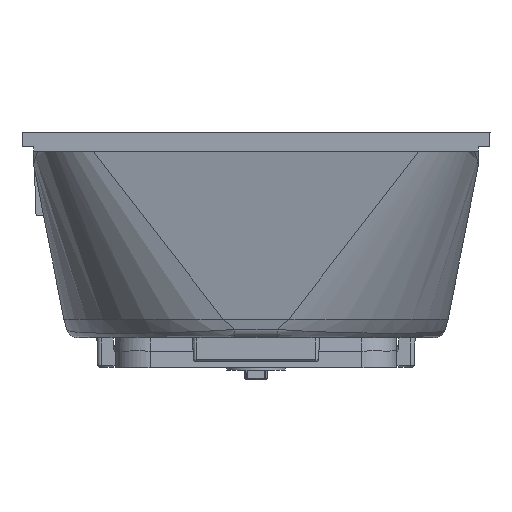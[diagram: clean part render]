
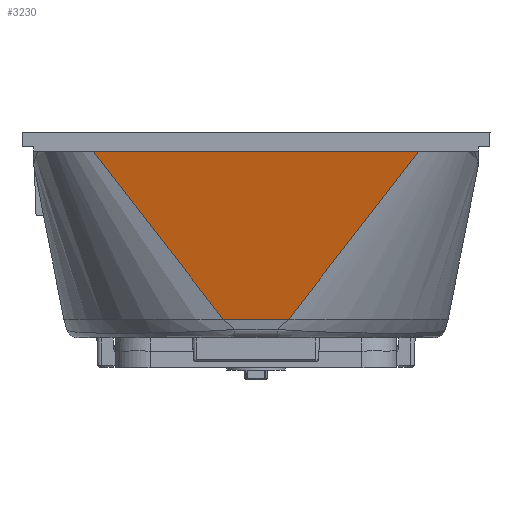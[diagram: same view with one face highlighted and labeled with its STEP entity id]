
A CAD part, left-side view. The second image highlights one B-rep face of the part: STEP entity #3230.
In plain terms, the highlighted planar face has unit normal (-0.981, 0, -0.193).
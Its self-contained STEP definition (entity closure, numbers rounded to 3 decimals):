
#3230=ADVANCED_FACE('',(#7057),#7058,.F.);
#7057=FACE_OUTER_BOUND('',#34450,.T.);
#7058=PLANE('',#34451);
#34450=EDGE_LOOP('',(#49276,#49277,#49278,#49279));
#34451=AXIS2_PLACEMENT_3D('',#49280,#49281,#49282);
#49276=ORIENTED_EDGE('',*,*,#55493,.T.);
#49277=ORIENTED_EDGE('',*,*,#55355,.T.);
#49278=ORIENTED_EDGE('',*,*,#58146,.T.);
#49279=ORIENTED_EDGE('',*,*,#55348,.F.);
#49280=CARTESIAN_POINT('',(-16.421,0.,3.604));
#49281=DIRECTION('',(0.981,0.0,0.193));
#49282=DIRECTION('',(0.193,0.0,-0.981));
#55348=EDGE_CURVE('',#60591,#60593,#60594,.T.);
#55355=EDGE_CURVE('',#60606,#60604,#60607,.T.);
#55493=EDGE_CURVE('',#60591,#60606,#60840,.T.);
#58146=EDGE_CURVE('',#60604,#60593,#64640,.T.);
#60591=VERTEX_POINT('',#68272);
#60593=VERTEX_POINT('',#68292);
#60594=LINE('',#68293,#68294);
#60604=VERTEX_POINT('',#68335);
#60606=VERTEX_POINT('',#68348);
#60607=LINE('',#68349,#68350);
#60840=B_SPLINE_CURVE_WITH_KNOTS('',1,(#69301,#69302),.UNSPECIFIED.,.F.,.F.,(2,2),(0.0,1.0),.UNSPECIFIED.);
#64640=LINE('',#78832,#78833);
#68272=CARTESIAN_POINT('',(-16.419,2.799,3.599));
#68292=CARTESIAN_POINT('',(-19.241,13.907,17.954));
#68293=CARTESIAN_POINT('',(-16.421,2.805,3.604));
#68294=VECTOR('',#85956,1.0);
#68335=CARTESIAN_POINT('',(-19.241,-13.907,17.954));
#68348=CARTESIAN_POINT('',(-16.419,-2.799,3.599));
#68349=CARTESIAN_POINT('',(-17.831,-8.356,10.779));
#68350=VECTOR('',#85958,1.0);
#69301=CARTESIAN_POINT('',(-16.419,2.797,3.594));
#69302=CARTESIAN_POINT('',(-16.419,-2.797,3.594));
#78832=CARTESIAN_POINT('',(-19.241,0.,17.954));
#78833=VECTOR('',#88251,1.0);
#85956=DIRECTION('',(-0.154,0.605,0.782));
#85958=DIRECTION('',(-0.154,-0.605,0.782));
#88251=DIRECTION('',(0.,1.0,0.0));
